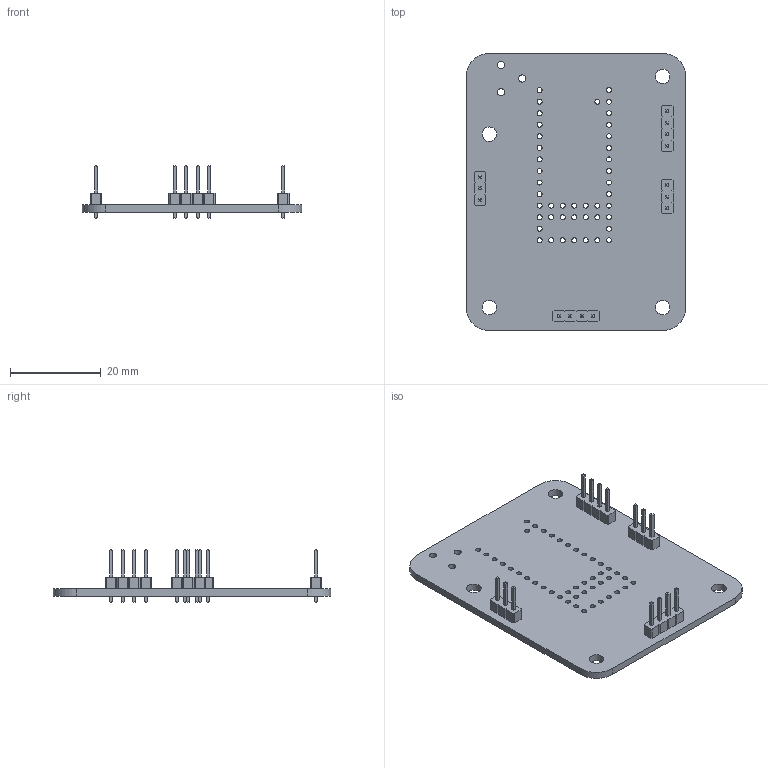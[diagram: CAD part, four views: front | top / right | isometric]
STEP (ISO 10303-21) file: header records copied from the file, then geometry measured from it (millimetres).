
FILE_DESCRIPTION(('KiCad electronic assembly'),'2;1');
FILE_NAME('ULACIT 2025.step','2025-07-23T13:48:14',('Pcbnew'),('Kicad'), 'Open CASCADE STEP processor 7.8','KiCad to STEP converter','Unknown' );
FILE_SCHEMA(('AUTOMOTIVE_DESIGN { 1 0 10303 214 1 1 1 1 }'));
Length unit declared in the file: millimetre
Products named in the file (6): ULACIT 2025 1; PinHeader_1x04_P2.54mm_Vertical; PinHeader_1x04_P254mm_Vertical; PinHeader_1x03_P2.54mm_Vertical; PinHeader_1x03_P254mm_Vertical; _autosave-ULACIT 2025_PCB
Assembly tree (7 placements, depth 3):
  ULACIT 2025 1
    PinHeader_1x04_P2.54mm_Vertical  x2
      PinHeader_1x04_P254mm_Vertical
    PinHeader_1x03_P2.54mm_Vertical  x2
      PinHeader_1x03_P254mm_Vertical
    _autosave-ULACIT 2025_PCB
Bounding box: 48.26 x 60.96 x 11.54 mm (x, y, z)
Volume: 4801.7 mm3; surface area: 7123.8 mm2
Topology: 5 solids, 5 shells, 427 faces, 1055 edges, 666 vertices
Faces by surface type: plane 358, cylinder 69
Full cylindrical faces by diameter (mm): 1 x14, 1.1 x44, 1.6 x3, 3.2 x4
Entity records: 9078 total; most frequent: CARTESIAN_POINT 1302, DIRECTION 1293, ORIENTED_EDGE 1274, EDGE_CURVE 637, LINE 499, VECTOR 499, VERTEX_POINT 406, AXIS2_PLACEMENT_3D 397
